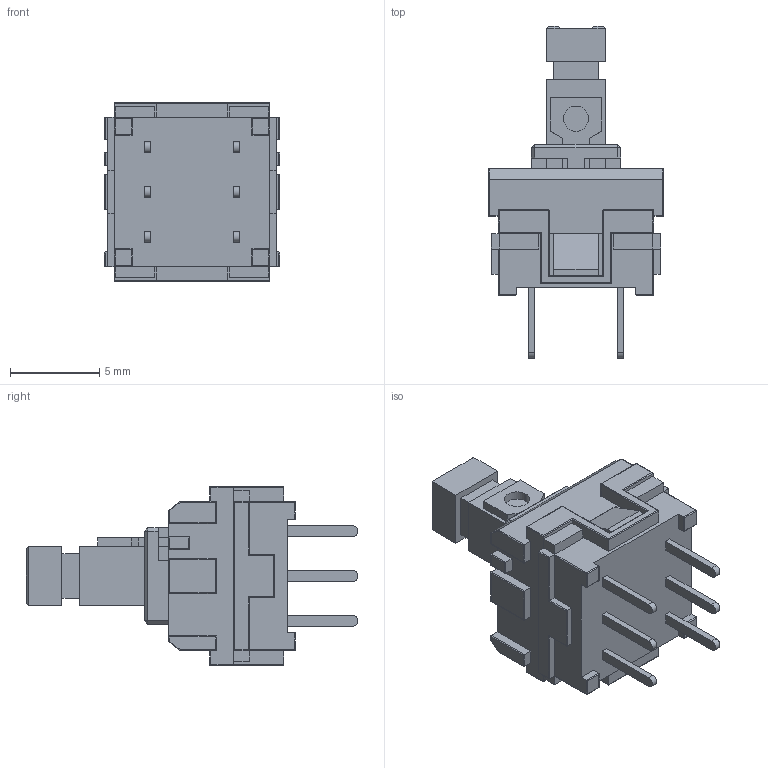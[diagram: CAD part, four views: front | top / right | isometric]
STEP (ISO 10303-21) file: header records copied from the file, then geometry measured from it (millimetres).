
FILE_DESCRIPTION (( 'STEP AP214' ), '1' );
FILE_NAME ('JN2UEENAGX.STEP', '2024-07-25T10:03:13', ( '' ), ( '' ), 'SwSTEP 2.0', 'SolidWorks 2016', '' );
FILE_SCHEMA (( 'AUTOMOTIVE_DESIGN' ));
Length unit declared in the file: millimetre
Products named in the file (1): JN2UEENAGX
Bounding box: 9.8 x 18.55 x 10 mm (x, y, z)
Volume: 633.6 mm3; surface area: 899.5 mm2
Topology: 4 solids, 4 shells, 353 faces, 877 edges, 520 vertices
Faces by surface type: plane 221, cylinder 118, sphere 14
Entity records: 10819 total; most frequent: CARTESIAN_POINT 1983, ORIENTED_EDGE 1726, DIRECTION 1561, EDGE_CURVE 863, LINE 709, VECTOR 709, VERTEX_POINT 520, AXIS2_PLACEMENT_3D 426
